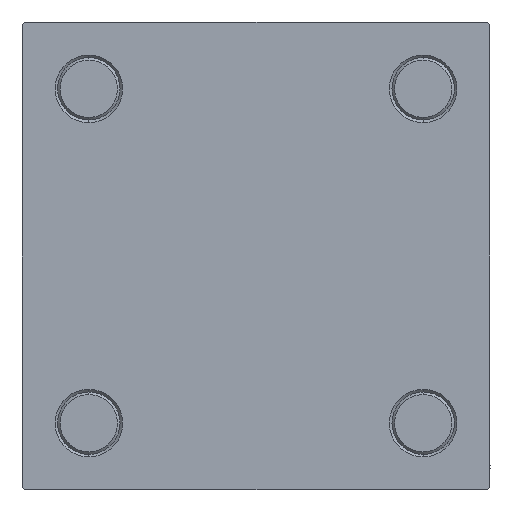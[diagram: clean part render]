
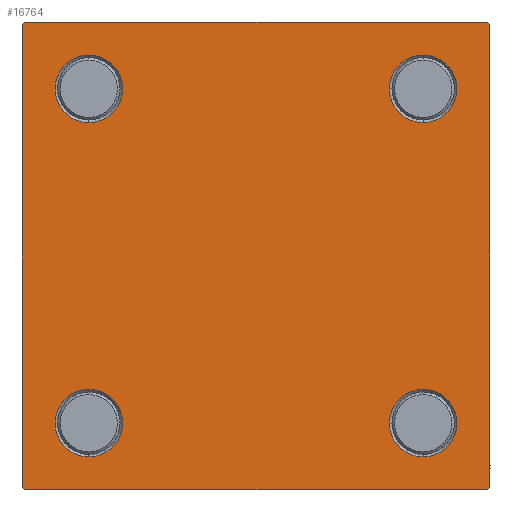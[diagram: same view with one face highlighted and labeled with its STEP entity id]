
A CAD part, left-side view. The second image highlights one B-rep face of the part: STEP entity #16764.
In plain terms, the highlighted planar face has unit normal (-1, 0, 0).
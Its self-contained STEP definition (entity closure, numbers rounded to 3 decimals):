
#432 = DIRECTION ( 'NONE',  ( 0., -1., 0. ) ) ;
#454 = PLANE ( 'NONE',  #17353 ) ;
#804 = AXIS2_PLACEMENT_3D ( 'NONE', #2454, #30896, #50644 ) ;
#825 = CARTESIAN_POINT ( 'NONE',  ( 0., 32.15, -38.65 ) ) ;
#987 = EDGE_CURVE ( 'NONE', #47231, #26794, #3127, .T. ) ;
#1034 = EDGE_CURVE ( 'NONE', #46983, #3476, #29655, .T. ) ;
#1166 = VERTEX_POINT ( 'NONE', #22190 ) ;
#1425 = CARTESIAN_POINT ( 'NONE',  ( 0., 32.15, 25.65 ) ) ;
#1485 = FACE_BOUND ( 'NONE', #13152, .T. ) ;
#1525 = DIRECTION ( 'NONE',  ( 0., 0.707, 0.707 ) ) ;
#1583 = CARTESIAN_POINT ( 'NONE',  ( 0., -44.75, -44.75 ) ) ;
#1832 = ORIENTED_EDGE ( 'NONE', *, *, #32820, .T. ) ;
#2284 = CARTESIAN_POINT ( 'NONE',  ( 0., -45., 44.5 ) ) ;
#2454 = CARTESIAN_POINT ( 'NONE',  ( 0., -32.15, 32.15 ) ) ;
#2475 = VERTEX_POINT ( 'NONE', #3407 ) ;
#2522 = AXIS2_PLACEMENT_3D ( 'NONE', #33769, #12511, #28733 ) ;
#2955 = VERTEX_POINT ( 'NONE', #1425 ) ;
#3127 = LINE ( 'NONE', #20107, #13517 ) ;
#3407 = CARTESIAN_POINT ( 'NONE',  ( 0., 45., 44.5 ) ) ;
#3476 = VERTEX_POINT ( 'NONE', #41551 ) ;
#3661 = DIRECTION ( 'NONE',  ( 0., 0., 1. ) ) ;
#3710 = ORIENTED_EDGE ( 'NONE', *, *, #38980, .T. ) ;
#3914 = CARTESIAN_POINT ( 'NONE',  ( 0., 32.15, -32.15 ) ) ;
#4213 = CIRCLE ( 'NONE', #804, 6.5 ) ;
#4431 = DIRECTION ( 'NONE',  ( 0., 0., 1. ) ) ;
#5439 = EDGE_CURVE ( 'NONE', #38292, #43721, #51312, .T. ) ;
#5612 = VECTOR ( 'NONE', #21594, 1000. ) ;
#6107 = DIRECTION ( 'NONE',  ( 0., 0.707, -0.707 ) ) ;
#6501 = CIRCLE ( 'NONE', #34506, 6.5 ) ;
#6906 = CARTESIAN_POINT ( 'NONE',  ( 0., 44.75, 44.75 ) ) ;
#7638 = DIRECTION ( 'NONE',  ( 1., 0., 0. ) ) ;
#8020 = AXIS2_PLACEMENT_3D ( 'NONE', #3914, #7638, #3661 ) ;
#8643 = CARTESIAN_POINT ( 'NONE',  ( 0., 32.15, 32.15 ) ) ;
#9438 = VECTOR ( 'NONE', #6107, 1000. ) ;
#10463 = DIRECTION ( 'NONE',  ( 1., 0., 0. ) ) ;
#11298 = VERTEX_POINT ( 'NONE', #14794 ) ;
#11358 = CIRCLE ( 'NONE', #52185, 6.5 ) ;
#11569 = CARTESIAN_POINT ( 'NONE',  ( 0., -32.15, -32.15 ) ) ;
#11620 = VERTEX_POINT ( 'NONE', #22704 ) ;
#12511 = DIRECTION ( 'NONE',  ( 1., 0., 0. ) ) ;
#12537 = ORIENTED_EDGE ( 'NONE', *, *, #40918, .T. ) ;
#12664 = DIRECTION ( 'NONE',  ( -1., 0., 0. ) ) ;
#12775 = CARTESIAN_POINT ( 'NONE',  ( 0., -44.75, 44.75 ) ) ;
#13152 = EDGE_LOOP ( 'NONE', ( #38247, #1832 ) ) ;
#13517 = VECTOR ( 'NONE', #32341, 1000. ) ;
#14039 = LINE ( 'NONE', #45737, #39709 ) ;
#14708 = DIRECTION ( 'NONE',  ( 0., 0., 1. ) ) ;
#14794 = CARTESIAN_POINT ( 'NONE',  ( 0., -32.15, 25.65 ) ) ;
#15015 = DIRECTION ( 'NONE',  ( 0., 0., 1. ) ) ;
#16036 = EDGE_CURVE ( 'NONE', #32893, #52341, #21600, .T. ) ;
#16542 = CARTESIAN_POINT ( 'NONE',  ( 0., -32.15, 38.65 ) ) ;
#16640 = EDGE_CURVE ( 'NONE', #42754, #40750, #28412, .T. ) ;
#16662 = VECTOR ( 'NONE', #1525, 1000. ) ;
#16764 = ADVANCED_FACE ( 'NONE', ( #1485, #41680, #17181, #29416, #41423 ), #454, .T. ) ;
#17181 = FACE_BOUND ( 'NONE', #43814, .T. ) ;
#17353 = AXIS2_PLACEMENT_3D ( 'NONE', #21429, #12664, #4431 ) ;
#17504 = DIRECTION ( 'NONE',  ( 0., -0.707, -0.707 ) ) ;
#17761 = VECTOR ( 'NONE', #432, 1000. ) ;
#17785 = DIRECTION ( 'NONE',  ( 0., -0.707, 0.707 ) ) ;
#18488 = VERTEX_POINT ( 'NONE', #16542 ) ;
#18866 = ORIENTED_EDGE ( 'NONE', *, *, #1034, .T. ) ;
#19424 = CIRCLE ( 'NONE', #30456, 6.5 ) ;
#20063 = CARTESIAN_POINT ( 'NONE',  ( 0., -32.15, -32.15 ) ) ;
#20107 = CARTESIAN_POINT ( 'NONE',  ( 0., -45., 45. ) ) ;
#20117 = CARTESIAN_POINT ( 'NONE',  ( 0., -32.15, -25.65 ) ) ;
#20303 = EDGE_LOOP ( 'NONE', ( #29440, #34013 ) ) ;
#20612 = EDGE_CURVE ( 'NONE', #2475, #1166, #38890, .T. ) ;
#21429 = CARTESIAN_POINT ( 'NONE',  ( 0., 0., 0. ) ) ;
#21594 = DIRECTION ( 'NONE',  ( 0., 0., -1. ) ) ;
#21600 = CIRCLE ( 'NONE', #34318, 6.5 ) ;
#22190 = CARTESIAN_POINT ( 'NONE',  ( 0., 45., -44.5 ) ) ;
#22704 = CARTESIAN_POINT ( 'NONE',  ( 0., 32.15, 38.65 ) ) ;
#22946 = CARTESIAN_POINT ( 'NONE',  ( 0., 32.15, -32.15 ) ) ;
#23715 = EDGE_CURVE ( 'NONE', #2955, #11620, #19424, .T. ) ;
#23845 = ORIENTED_EDGE ( 'NONE', *, *, #20612, .T. ) ;
#23899 = EDGE_LOOP ( 'NONE', ( #24386, #47338 ) ) ;
#24064 = ORIENTED_EDGE ( 'NONE', *, *, #27647, .T. ) ;
#24386 = ORIENTED_EDGE ( 'NONE', *, *, #35113, .T. ) ;
#26044 = EDGE_CURVE ( 'NONE', #11620, #2955, #6501, .T. ) ;
#26210 = EDGE_CURVE ( 'NONE', #47231, #43721, #49267, .T. ) ;
#26247 = DIRECTION ( 'NONE',  ( 0., -1., 0. ) ) ;
#26794 = VERTEX_POINT ( 'NONE', #43678 ) ;
#27647 = EDGE_CURVE ( 'NONE', #1166, #46983, #14039, .T. ) ;
#27961 = CARTESIAN_POINT ( 'NONE',  ( 0., 32.15, 32.15 ) ) ;
#28412 = CIRCLE ( 'NONE', #8020, 6.5 ) ;
#28733 = DIRECTION ( 'NONE',  ( 0., 0., 1. ) ) ;
#28839 = CARTESIAN_POINT ( 'NONE',  ( 0., -44.5, 45. ) ) ;
#29381 = CARTESIAN_POINT ( 'NONE',  ( 0., 44.5, 45. ) ) ;
#29416 = FACE_BOUND ( 'NONE', #20303, .T. ) ;
#29440 = ORIENTED_EDGE ( 'NONE', *, *, #26044, .T. ) ;
#29529 = CARTESIAN_POINT ( 'NONE',  ( 0., -32.15, -38.65 ) ) ;
#29655 = LINE ( 'NONE', #32605, #17761 ) ;
#30042 = LINE ( 'NONE', #1583, #35728 ) ;
#30269 = ORIENTED_EDGE ( 'NONE', *, *, #987, .F. ) ;
#30359 = CARTESIAN_POINT ( 'NONE',  ( 0., 45., 45. ) ) ;
#30456 = AXIS2_PLACEMENT_3D ( 'NONE', #8643, #41908, #41134 ) ;
#30839 = LINE ( 'NONE', #6906, #9438 ) ;
#30896 = DIRECTION ( 'NONE',  ( 1., 0., 0. ) ) ;
#32341 = DIRECTION ( 'NONE',  ( 0., 0., -1. ) ) ;
#32605 = CARTESIAN_POINT ( 'NONE',  ( 0., 45., -45. ) ) ;
#32820 = EDGE_CURVE ( 'NONE', #11298, #18488, #33920, .T. ) ;
#32893 = VERTEX_POINT ( 'NONE', #29529 ) ;
#33769 = CARTESIAN_POINT ( 'NONE',  ( 0., -32.15, 32.15 ) ) ;
#33920 = CIRCLE ( 'NONE', #2522, 6.5 ) ;
#34013 = ORIENTED_EDGE ( 'NONE', *, *, #23715, .T. ) ;
#34318 = AXIS2_PLACEMENT_3D ( 'NONE', #20063, #36033, #15015 ) ;
#34506 = AXIS2_PLACEMENT_3D ( 'NONE', #27961, #43703, #43423 ) ;
#34779 = ORIENTED_EDGE ( 'NONE', *, *, #49606, .T. ) ;
#35113 = EDGE_CURVE ( 'NONE', #52341, #32893, #45810, .T. ) ;
#35311 = CARTESIAN_POINT ( 'NONE',  ( 0., 44.5, -45. ) ) ;
#35728 = VECTOR ( 'NONE', #17785, 1000. ) ;
#36033 = DIRECTION ( 'NONE',  ( 1., 0., 0. ) ) ;
#36225 = EDGE_CURVE ( 'NONE', #18488, #11298, #4213, .T. ) ;
#38247 = ORIENTED_EDGE ( 'NONE', *, *, #36225, .T. ) ;
#38292 = VERTEX_POINT ( 'NONE', #29381 ) ;
#38890 = LINE ( 'NONE', #30359, #5612 ) ;
#38980 = EDGE_CURVE ( 'NONE', #3476, #26794, #30042, .T. ) ;
#39709 = VECTOR ( 'NONE', #17504, 1000. ) ;
#40750 = VERTEX_POINT ( 'NONE', #825 ) ;
#40918 = EDGE_CURVE ( 'NONE', #38292, #2475, #30839, .T. ) ;
#41134 = DIRECTION ( 'NONE',  ( 0., 0., 1. ) ) ;
#41423 = FACE_OUTER_BOUND ( 'NONE', #43988, .T. ) ;
#41551 = CARTESIAN_POINT ( 'NONE',  ( 0., -44.5, -45. ) ) ;
#41680 = FACE_BOUND ( 'NONE', #23899, .T. ) ;
#41908 = DIRECTION ( 'NONE',  ( 1., 0., 0. ) ) ;
#42221 = CARTESIAN_POINT ( 'NONE',  ( 0., 32.15, -25.65 ) ) ;
#42604 = VECTOR ( 'NONE', #26247, 1000. ) ;
#42754 = VERTEX_POINT ( 'NONE', #42221 ) ;
#43423 = DIRECTION ( 'NONE',  ( 0., 0., 1. ) ) ;
#43678 = CARTESIAN_POINT ( 'NONE',  ( 0., -45., -44.5 ) ) ;
#43703 = DIRECTION ( 'NONE',  ( 1., 0., 0. ) ) ;
#43721 = VERTEX_POINT ( 'NONE', #28839 ) ;
#43814 = EDGE_LOOP ( 'NONE', ( #52197, #34779 ) ) ;
#43988 = EDGE_LOOP ( 'NONE', ( #23845, #24064, #18866, #3710, #30269, #46396, #50855, #12537 ) ) ;
#45737 = CARTESIAN_POINT ( 'NONE',  ( 0., 44.75, -44.75 ) ) ;
#45810 = CIRCLE ( 'NONE', #50918, 6.5 ) ;
#46396 = ORIENTED_EDGE ( 'NONE', *, *, #26210, .T. ) ;
#46523 = CARTESIAN_POINT ( 'NONE',  ( 0., 45., 45. ) ) ;
#46983 = VERTEX_POINT ( 'NONE', #35311 ) ;
#47231 = VERTEX_POINT ( 'NONE', #2284 ) ;
#47338 = ORIENTED_EDGE ( 'NONE', *, *, #16036, .T. ) ;
#47805 = DIRECTION ( 'NONE',  ( 0., 0., 1. ) ) ;
#48314 = DIRECTION ( 'NONE',  ( 1., 0., 0. ) ) ;
#49267 = LINE ( 'NONE', #12775, #16662 ) ;
#49606 = EDGE_CURVE ( 'NONE', #40750, #42754, #11358, .T. ) ;
#50644 = DIRECTION ( 'NONE',  ( 0., 0., 1. ) ) ;
#50855 = ORIENTED_EDGE ( 'NONE', *, *, #5439, .F. ) ;
#50918 = AXIS2_PLACEMENT_3D ( 'NONE', #11569, #48314, #47805 ) ;
#51312 = LINE ( 'NONE', #46523, #42604 ) ;
#52185 = AXIS2_PLACEMENT_3D ( 'NONE', #22946, #10463, #14708 ) ;
#52197 = ORIENTED_EDGE ( 'NONE', *, *, #16640, .T. ) ;
#52341 = VERTEX_POINT ( 'NONE', #20117 ) ;
